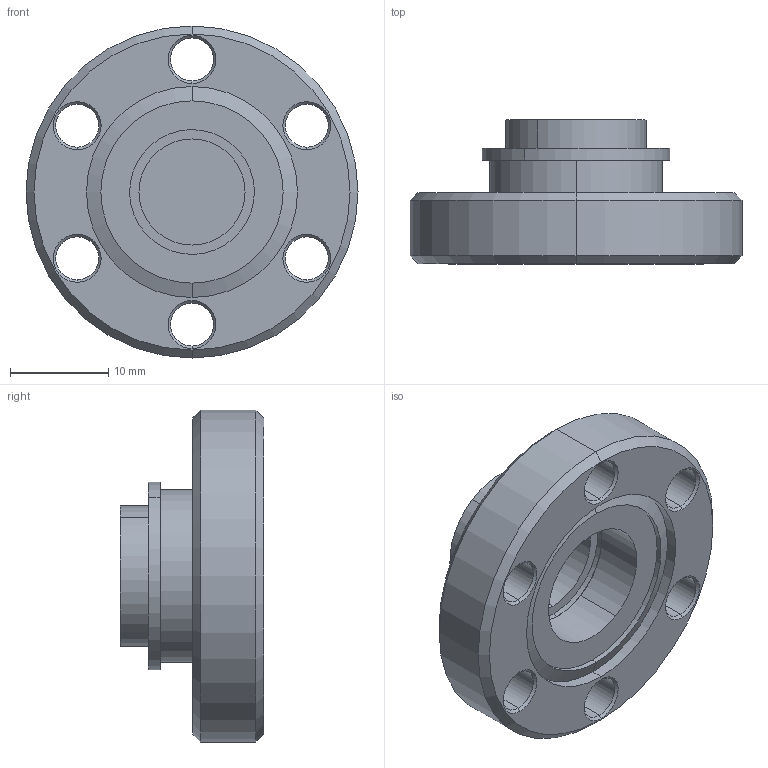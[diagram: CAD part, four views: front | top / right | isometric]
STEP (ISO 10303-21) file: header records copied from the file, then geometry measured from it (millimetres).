
FILE_DESCRIPTION (( 'STEP AP203' ), '1' );
FILE_NAME ('A14354-1.STEP', '2019-01-29T19:43:30', ( '' ), ( '' ), 'SwSTEP 2.0', 'SolidWorks 2018', '' );
FILE_SCHEMA (( 'CONFIG_CONTROL_DESIGN' ));
Length unit declared in the file: inch
Products named in the file (1): A14354-1
Bounding box: 33.78 x 14.64 x 33.78 mm (x, y, z)
Volume: 5697.1 mm3; surface area: 4183.2 mm2
Topology: 2 solids, 2 shells, 78 faces, 166 edges, 100 vertices
Faces by surface type: cylinder 36, cone 30, plane 12
Entity records: 2219 total; most frequent: DIRECTION 424, CARTESIAN_POINT 345, ORIENTED_EDGE 332, AXIS2_PLACEMENT_3D 179, EDGE_CURVE 166, EDGE_LOOP 100, CIRCLE 100, VERTEX_POINT 100
